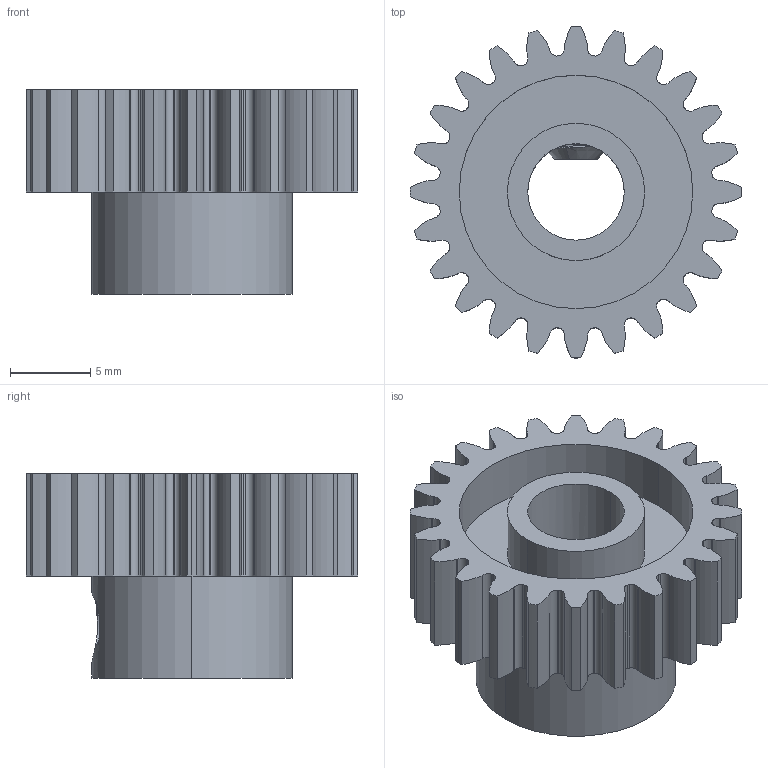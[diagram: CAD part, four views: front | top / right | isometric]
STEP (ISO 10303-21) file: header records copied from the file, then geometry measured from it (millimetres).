
FILE_DESCRIPTION (( 'STEP AP203' ), '1' );
FILE_NAME ('615266 assembly.STEP', '2016-10-04T20:25:13', ( '' ), ( '' ), 'SwSTEP 2.0', 'SolidWorks 2014', '' );
FILE_SCHEMA (( 'CONFIG_CONTROL_DESIGN' ));
Length unit declared in the file: inch
Products named in the file (3): 615266_Gear Blank; 632134_91375A436; 615266 assembly
Assembly tree (2 placements, depth 2):
  615266 assembly
    615266_Gear Blank
    632134_91375A436
Bounding box: 20.64 x 20.64 x 12.7 mm (x, y, z)
Volume: 1838.9 mm3; surface area: 2106.2 mm2
Topology: 2 solids, 2 shells, 281 faces, 801 edges, 525 vertices
Faces by surface type: bspline 107, cylinder 92, plane 66, cone 16
Entity records: 20100 total; most frequent: CARTESIAN_POINT 13384, ORIENTED_EDGE 1594, DIRECTION 976, EDGE_CURVE 797, VERTEX_POINT 525, LINE 350, VECTOR 350, AXIS2_PLACEMENT_3D 313
